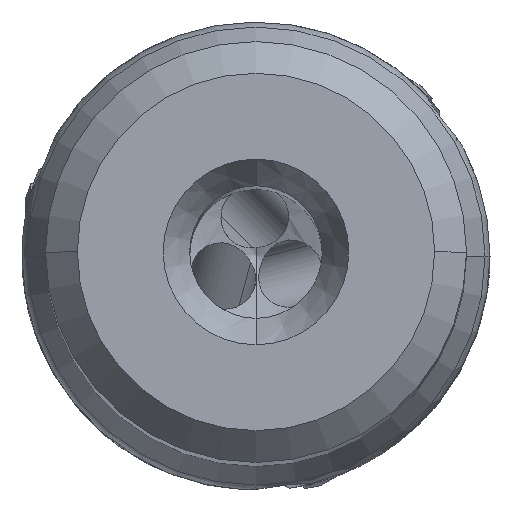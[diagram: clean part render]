
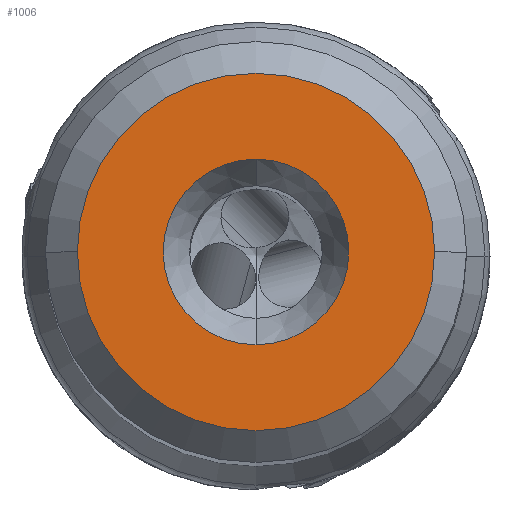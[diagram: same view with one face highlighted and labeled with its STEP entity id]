
A CAD part, top view. The second image highlights one B-rep face of the part: STEP entity #1006.
In plain terms, the highlighted planar face has unit normal (0, 0, 1).
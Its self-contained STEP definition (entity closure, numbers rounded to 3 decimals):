
#165=FACE_BOUND('',#1765,.T.);
#166=FACE_BOUND('',#1766,.T.);
#232=PLANE('',#6103);
#1006=ADVANCED_FACE('',(#165,#166),#232,.T.);
#1765=EDGE_LOOP('',(#2998,#2999,#3000));
#1766=EDGE_LOOP('',(#3001,#3002));
#2048=CIRCLE('',#6097,3.5);
#2049=CIRCLE('',#6099,6.738);
#2050=CIRCLE('',#6100,6.738);
#2051=CIRCLE('',#6101,6.738);
#2052=CIRCLE('',#6102,3.5);
#2998=ORIENTED_EDGE('',*,*,#5030,.F.);
#2999=ORIENTED_EDGE('',*,*,#5031,.F.);
#3000=ORIENTED_EDGE('',*,*,#5032,.F.);
#3001=ORIENTED_EDGE('',*,*,#5033,.F.);
#3002=ORIENTED_EDGE('',*,*,#5029,.F.);
#4346=VERTEX_POINT('',#11579);
#4347=VERTEX_POINT('',#11581);
#4348=VERTEX_POINT('',#11585);
#4349=VERTEX_POINT('',#11586);
#4350=VERTEX_POINT('',#11588);
#5029=EDGE_CURVE('',#4347,#4346,#2048,.T.);
#5030=EDGE_CURVE('',#4348,#4349,#2049,.T.);
#5031=EDGE_CURVE('',#4350,#4348,#2050,.T.);
#5032=EDGE_CURVE('',#4349,#4350,#2051,.T.);
#5033=EDGE_CURVE('',#4346,#4347,#2052,.T.);
#6097=AXIS2_PLACEMENT_3D('',#11582,#7084,#7085);
#6099=AXIS2_PLACEMENT_3D('',#11584,#7088,#7089);
#6100=AXIS2_PLACEMENT_3D('',#11587,#7090,#7091);
#6101=AXIS2_PLACEMENT_3D('',#11589,#7092,#7093);
#6102=AXIS2_PLACEMENT_3D('',#11590,#7094,#7095);
#6103=AXIS2_PLACEMENT_3D('',#11591,#7096,#7097);
#7084=DIRECTION('',(0.,0.,1.));
#7085=DIRECTION('',(0.,-1.,0.));
#7088=DIRECTION('',(0.,0.,-1.));
#7089=DIRECTION('',(-1.,0.,0.));
#7090=DIRECTION('',(0.,0.,-1.));
#7091=DIRECTION('',(0.,-1.,0.));
#7092=DIRECTION('',(0.,0.,-1.));
#7093=DIRECTION('',(1.,0.,0.));
#7094=DIRECTION('',(0.,0.,1.));
#7095=DIRECTION('',(0.,1.,0.));
#7096=DIRECTION('',(0.,0.,1.));
#7097=DIRECTION('',(-1.,0.,0.));
#11579=CARTESIAN_POINT('',(0.,3.5,0.));
#11581=CARTESIAN_POINT('',(0.,-3.5,0.));
#11582=CARTESIAN_POINT('',(0.,0.,0.));
#11584=CARTESIAN_POINT('',(0.,0.,0.));
#11585=CARTESIAN_POINT('',(-6.738,0.,0.));
#11586=CARTESIAN_POINT('',(6.738,0.,0.));
#11587=CARTESIAN_POINT('',(0.,0.,0.));
#11588=CARTESIAN_POINT('',(0.,-6.738,0.));
#11589=CARTESIAN_POINT('',(0.,0.,0.));
#11590=CARTESIAN_POINT('',(0.,0.,0.));
#11591=CARTESIAN_POINT('',(0.,0.,0.));
